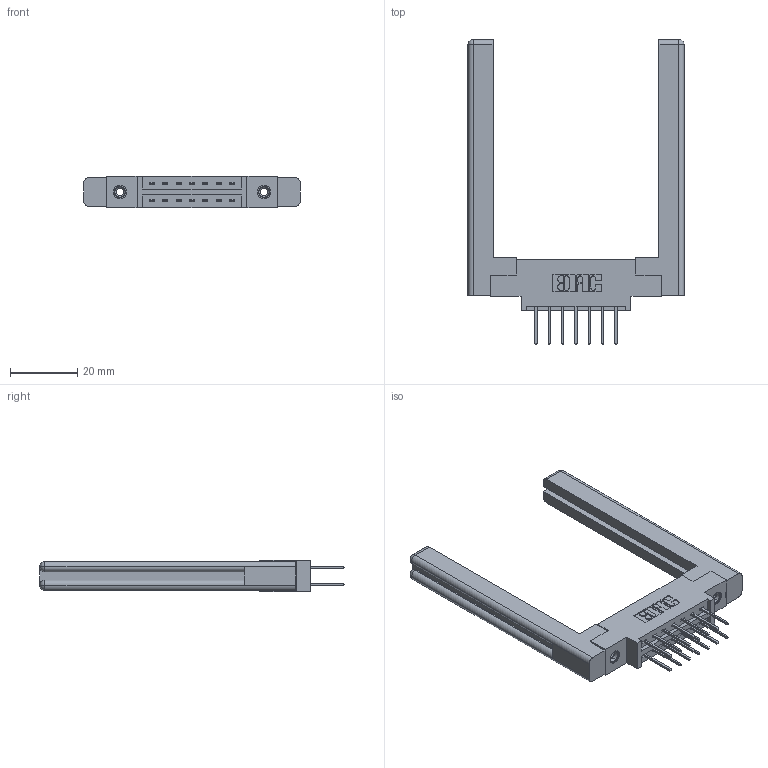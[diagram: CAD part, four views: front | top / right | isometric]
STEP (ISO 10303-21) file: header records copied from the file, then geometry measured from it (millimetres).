
FILE_DESCRIPTION (( 'STEP AP203' ), '1' );
FILE_NAME ('387-014-523-858.STEP', '2019-10-15T21:06:50', ( '' ), ( '' ), 'SwSTEP 2.0', 'SolidWorks 2016', '' );
FILE_SCHEMA (( 'CONFIG_CONTROL_DESIGN' ));
Length unit declared in the file: inch
Products named in the file (5): 307-220-058; 387-014-523-858; 337 Part_0.170 Offset - 0.156 Dia-TI; 345-292-001_345-293-123; 345-250-001_345-250-001-102
Assembly tree (19 placements, depth 2):
  387-014-523-858
    337 Part_0.170 Offset - 0.156 Dia-TI
    345-292-001_345-293-123  x14
    345-250-001_345-250-001-102  x2
    307-220-058  x2
Bounding box: 64.36 x 90.56 x 9.4 mm (x, y, z)
Volume: 13370.8 mm3; surface area: 11992.3 mm2
Topology: 19 solids, 19 shells, 1016 faces, 2931 edges, 1922 vertices
Faces by surface type: plane 690, cylinder 302, cone 12, torus 12
Entity records: 12738 total; most frequent: CARTESIAN_POINT 2185, ORIENTED_EDGE 2060, DIRECTION 1938, EDGE_CURVE 1030, LINE 854, VECTOR 854, VERTEX_POINT 678, AXIS2_PLACEMENT_3D 542
